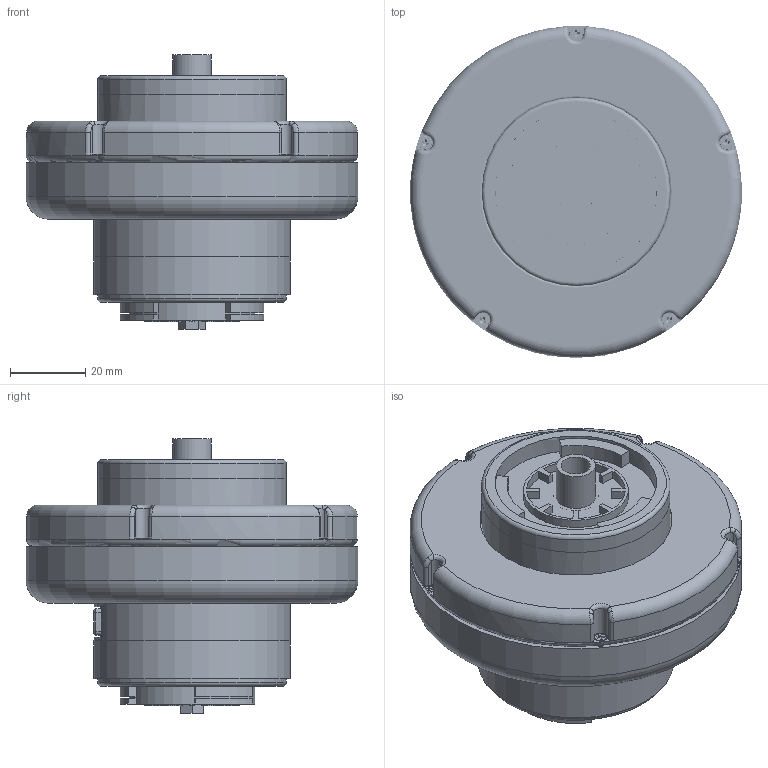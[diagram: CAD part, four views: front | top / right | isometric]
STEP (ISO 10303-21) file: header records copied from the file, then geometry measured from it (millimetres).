
FILE_DESCRIPTION(/* description */ (''),/* implementation_level */ '2;1');
FILE_NAME(/* name */ 'IDB_Assembly.step',/* time_stamp */ '2023-09-30T12:35:42+02:00',/* author */ (''),/* organization */ (''),/* preprocessor_version */ 'ST-DEVELOPER v20',/* originating_system */ 'Autodesk Translation Framework v12.9.0.99',/* authorisation */ '');
FILE_SCHEMA (('AUTOMOTIVE_DESIGN { 1 0 10303 214 3 1 1 }'));
Products named in the file (27): IDB_Mid_V2; 12 circle light; Base; Square Led; sensor_holder_arm_v2; sensor_holder_arm_v2_1; sensor_holder_arm_v2_2; M2 x 5mm; gyuru_v2; M2 x 5mm_1; BOSCH_Dad_side_v2; BOSCH_Mom_side_v2; coil_v2; AAA Battery; AAA Battery_1; AAA Battery_2; AAA Battery_3; AAA Battery_4; AAA Battery_5; AAA Battery_6; AAA Battery_7; AAA Battery_8; AAA Battery_9; AAA Battery_10; AAA Battery_11; Part 2; Part 1
Assembly tree (58 placements, depth 4):
  IDB_Mid_V2
    12 circle light
      Base
      Square Led  x12
    sensor_holder_arm_v2
      M2 x 5mm  x2
    sensor_holder_arm_v2_1
      M2 x 5mm  x2
    sensor_holder_arm_v2_2
      M2 x 5mm  x2
    gyuru_v2
      M2 x 5mm_1  x5
    BOSCH_Dad_side_v2
    BOSCH_Mom_side_v2
    coil_v2  x3
    AAA Battery
      AAA Battery_1
        Part 2
        Part 1
    AAA Battery_2
      AAA Battery_3
        Part 2
        Part 1
    AAA Battery_4
      AAA Battery_5
        Part 2
        Part 1
    AAA Battery_6
      AAA Battery_7
        Part 2
        Part 1
    AAA Battery_8
      AAA Battery_9
        Part 2
        Part 1
    AAA Battery_10
      AAA Battery_11
        Part 2
        Part 1
Bounding box: 88 x 88 x 72.7 mm (x, y, z)
Volume: 177110.9 mm3; surface area: 91702.5 mm2
Topology: 72 solids, 72 shells, 2125 faces, 5678 edges, 3768 vertices
Faces by surface type: plane 1221, cylinder 719, torus 100, bspline 69, cone 16
Full cylindrical faces by diameter (mm): 1.661 x165, 1.948 x110, 2 x5, 2.5 x16, 3 x21, 3.2 x6, 4 x3, 6 x6, 6.15 x6, 7.779 x1, 7.9 x6, 10.2 x6, 10.319 x1, 10.5 x12, 11.113 x1, 12 x2, 14.287 x1, 15.875 x1, 25 x1, 25.4 x1, 27.781 x1, 30.163 x1, 33.337 x1, 35 x2, 42.862 x1, 49.85 x1, 50 x8, 51 x2, 52 x2, 68 x1
Entity records: 52932 total; most frequent: CARTESIAN_POINT 27903, DIRECTION 5104, ORIENTED_EDGE 5010, EDGE_CURVE 2505, AXIS2_PLACEMENT_3D 1848, VERTEX_POINT 1643, LINE 1408, VECTOR 1408
